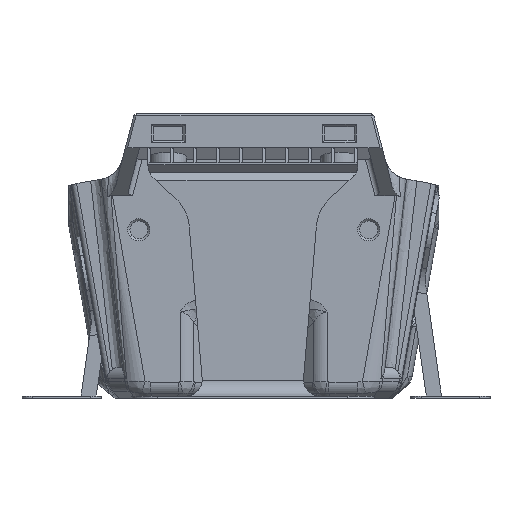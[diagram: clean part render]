
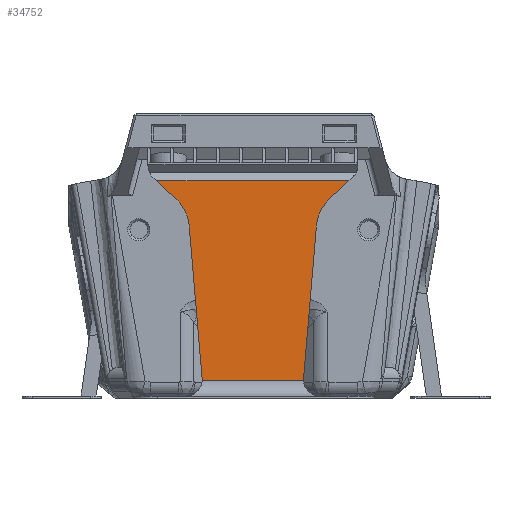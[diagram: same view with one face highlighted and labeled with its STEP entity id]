
A CAD part, front view. The second image highlights one B-rep face of the part: STEP entity #34752.
In plain terms, the highlighted planar face has unit normal (0, -1, 0).
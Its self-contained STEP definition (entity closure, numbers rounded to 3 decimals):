
#2057=CIRCLE('',#37713,3.);
#2058=CIRCLE('',#37714,3.);
#2059=CIRCLE('',#37715,8.);
#2060=CIRCLE('',#37716,8.);
#12157=ORIENTED_EDGE('',*,*,#17776,.T.);
#12158=ORIENTED_EDGE('',*,*,#17777,.T.);
#12159=ORIENTED_EDGE('',*,*,#17778,.T.);
#12160=ORIENTED_EDGE('',*,*,#17774,.F.);
#12161=ORIENTED_EDGE('',*,*,#17779,.T.);
#12162=ORIENTED_EDGE('',*,*,#17780,.T.);
#12163=ORIENTED_EDGE('',*,*,#17781,.F.);
#12164=ORIENTED_EDGE('',*,*,#17782,.F.);
#12165=ORIENTED_EDGE('',*,*,#17783,.T.);
#12166=ORIENTED_EDGE('',*,*,#17784,.T.);
#17774=EDGE_CURVE('',#21246,#21247,#24267,.T.);
#17776=EDGE_CURVE('',#21248,#21249,#2057,.T.);
#17777=EDGE_CURVE('',#21249,#21250,#24269,.F.);
#17778=EDGE_CURVE('',#21250,#21247,#2058,.T.);
#17779=EDGE_CURVE('',#21246,#21251,#2059,.T.);
#17780=EDGE_CURVE('',#21251,#21252,#24270,.T.);
#17781=EDGE_CURVE('',#21253,#21252,#24271,.T.);
#17782=EDGE_CURVE('',#21254,#21253,#24272,.T.);
#17783=EDGE_CURVE('',#21254,#21255,#2060,.T.);
#17784=EDGE_CURVE('',#21255,#21248,#24273,.T.);
#21246=VERTEX_POINT('',#66044);
#21247=VERTEX_POINT('',#66046);
#21248=VERTEX_POINT('',#66050);
#21249=VERTEX_POINT('',#66051);
#21250=VERTEX_POINT('',#66053);
#21251=VERTEX_POINT('',#66056);
#21252=VERTEX_POINT('',#66058);
#21253=VERTEX_POINT('',#66060);
#21254=VERTEX_POINT('',#66062);
#21255=VERTEX_POINT('',#66064);
#24267=LINE('',#66045,#27355);
#24269=LINE('',#66052,#27357);
#24270=LINE('',#66057,#27358);
#24271=LINE('',#66059,#27359);
#24272=LINE('',#66061,#27360);
#24273=LINE('',#66065,#27361);
#27355=VECTOR('',#45887,1000.);
#27357=VECTOR('',#45893,1000.);
#27358=VECTOR('',#45898,1000.);
#27359=VECTOR('',#45899,1000.);
#27360=VECTOR('',#45900,1000.);
#27361=VECTOR('',#45903,1000.);
#29627=EDGE_LOOP('',(#12157,#12158,#12159,#12160,#12161,#12162,#12163,#12164,
#12165,#12166));
#31696=FACE_BOUND('',#29627,.T.);
#32859=PLANE('',#37712);
#34752=ADVANCED_FACE('',(#31696),#32859,.F.);
#37712=AXIS2_PLACEMENT_3D('',#66048,#45889,#45890);
#37713=AXIS2_PLACEMENT_3D('',#66049,#45891,#45892);
#37714=AXIS2_PLACEMENT_3D('',#66054,#45894,#45895);
#37715=AXIS2_PLACEMENT_3D('',#66055,#45896,#45897);
#37716=AXIS2_PLACEMENT_3D('',#66063,#45901,#45902);
#45887=DIRECTION('',(-0.084,0.,-0.996));
#45889=DIRECTION('',(0.,1.,0.));
#45890=DIRECTION('',(0.,0.,1.));
#45891=DIRECTION('',(0.,1.,0.));
#45892=DIRECTION('',(0.,0.,1.));
#45893=DIRECTION('',(-1.,0.,0.));
#45894=DIRECTION('',(0.,1.,0.));
#45895=DIRECTION('',(0.,0.,1.));
#45896=DIRECTION('',(0.,1.,0.));
#45897=DIRECTION('',(0.,0.,1.));
#45898=DIRECTION('',(0.731,0.,0.682));
#45899=DIRECTION('',(1.,0.,0.));
#45900=DIRECTION('',(-0.731,0.,0.682));
#45901=DIRECTION('',(0.,1.,0.));
#45902=DIRECTION('',(0.,0.,1.));
#45903=DIRECTION('',(0.084,0.,-0.996));
#66044=CARTESIAN_POINT('',(11.856,-32.314,32.579));
#66045=CARTESIAN_POINT('',(36.482,-32.314,324.724));
#66046=CARTESIAN_POINT('',(9.418,-32.314,3.652));
#66048=CARTESIAN_POINT('',(0.,-32.314,327.8));
#66049=CARTESIAN_POINT('',(-12.767,-32.314,3.4));
#66050=CARTESIAN_POINT('',(-9.777,-32.314,3.652));
#66051=CARTESIAN_POINT('',(-9.767,-32.314,3.4));
#66052=CARTESIAN_POINT('',(9.143,-32.314,3.4));
#66053=CARTESIAN_POINT('',(9.407,-32.314,3.4));
#66054=CARTESIAN_POINT('',(12.407,-32.314,3.4));
#66055=CARTESIAN_POINT('',(19.828,-32.314,31.907));
#66056=CARTESIAN_POINT('',(14.372,-32.314,37.757));
#66057=CARTESIAN_POINT('',(16.736,-32.314,39.963));
#66058=CARTESIAN_POINT('',(17.982,-32.314,41.124));
#66059=CARTESIAN_POINT('',(-65.369,-32.314,41.124));
#66060=CARTESIAN_POINT('',(-18.341,-32.314,41.124));
#66061=CARTESIAN_POINT('',(-17.096,-32.314,39.963));
#66062=CARTESIAN_POINT('',(-14.731,-32.314,37.757));
#66063=CARTESIAN_POINT('',(-20.187,-32.314,31.907));
#66064=CARTESIAN_POINT('',(-12.216,-32.314,32.579));
#66065=CARTESIAN_POINT('',(-36.839,-32.314,324.694));
